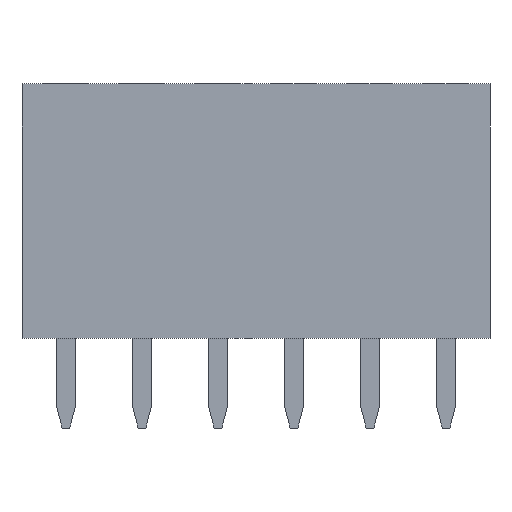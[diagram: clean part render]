
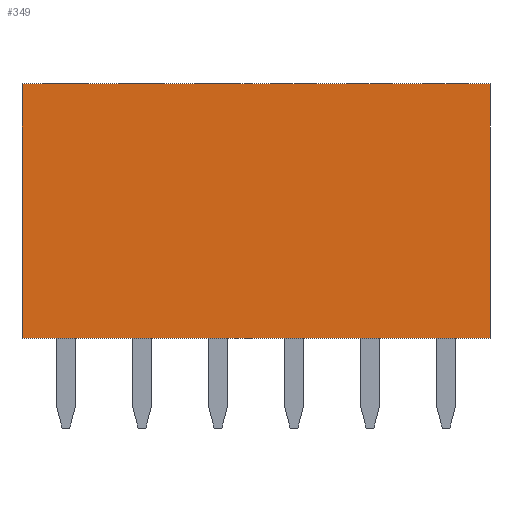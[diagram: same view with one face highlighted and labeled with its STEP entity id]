
A CAD part, front view. The second image highlights one B-rep face of the part: STEP entity #349.
In plain terms, the highlighted planar face has unit normal (0, -1, 0).
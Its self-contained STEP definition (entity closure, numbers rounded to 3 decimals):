
#32 = EDGE_LOOP ( 'NONE', ( #798, #1177, #2654, #2662 ) ) ;
#147 = PLANE ( 'NONE',  #238 ) ;
#238 = AXIS2_PLACEMENT_3D ( 'NONE', #627, #868, #1612 ) ;
#267 = DIRECTION ( 'NONE',  ( 1., 0., 0. ) ) ;
#349 = ADVANCED_FACE ( 'NONE', ( #1730 ), #147, .F. ) ;
#368 = LINE ( 'NONE', #1742, #1109 ) ;
#391 = CARTESIAN_POINT ( 'NONE',  ( 0., 0., 8.5 ) ) ;
#416 = CARTESIAN_POINT ( 'NONE',  ( 0., 0., 8.5 ) ) ;
#554 = LINE ( 'NONE', #416, #2436 ) ;
#578 = LINE ( 'NONE', #872, #1588 ) ;
#627 = CARTESIAN_POINT ( 'NONE',  ( 0., 0., 8.5 ) ) ;
#724 = CARTESIAN_POINT ( 'NONE',  ( 15.64, 0., 0. ) ) ;
#798 = ORIENTED_EDGE ( 'NONE', *, *, #2074, .T. ) ;
#868 = DIRECTION ( 'NONE',  ( 0., 1., 0. ) ) ;
#872 = CARTESIAN_POINT ( 'NONE',  ( 0., 0., 8.5 ) ) ;
#941 = VERTEX_POINT ( 'NONE', #2510 ) ;
#955 = EDGE_CURVE ( 'NONE', #1760, #941, #578, .T. ) ;
#983 = VERTEX_POINT ( 'NONE', #724 ) ;
#1109 = VECTOR ( 'NONE', #267, 1000. ) ;
#1177 = ORIENTED_EDGE ( 'NONE', *, *, #2320, .F. ) ;
#1367 = DIRECTION ( 'NONE',  ( 0., 0., -1. ) ) ;
#1418 = LINE ( 'NONE', #1839, #2618 ) ;
#1448 = EDGE_CURVE ( 'NONE', #1760, #2327, #554, .T. ) ;
#1588 = VECTOR ( 'NONE', #2667, 1000. ) ;
#1612 = DIRECTION ( 'NONE',  ( 0., 0., 1. ) ) ;
#1730 = FACE_OUTER_BOUND ( 'NONE', #32, .T. ) ;
#1742 = CARTESIAN_POINT ( 'NONE',  ( 0., 0., 0. ) ) ;
#1760 = VERTEX_POINT ( 'NONE', #391 ) ;
#1839 = CARTESIAN_POINT ( 'NONE',  ( 15.64, 0., 8.5 ) ) ;
#2074 = EDGE_CURVE ( 'NONE', #941, #983, #368, .T. ) ;
#2138 = DIRECTION ( 'NONE',  ( 1., 0., 0. ) ) ;
#2320 = EDGE_CURVE ( 'NONE', #2327, #983, #1418, .T. ) ;
#2327 = VERTEX_POINT ( 'NONE', #2810 ) ;
#2436 = VECTOR ( 'NONE', #2138, 1000. ) ;
#2510 = CARTESIAN_POINT ( 'NONE',  ( 0., 0., 0. ) ) ;
#2618 = VECTOR ( 'NONE', #1367, 1000. ) ;
#2654 = ORIENTED_EDGE ( 'NONE', *, *, #1448, .F. ) ;
#2662 = ORIENTED_EDGE ( 'NONE', *, *, #955, .T. ) ;
#2667 = DIRECTION ( 'NONE',  ( 0., 0., -1. ) ) ;
#2810 = CARTESIAN_POINT ( 'NONE',  ( 15.64, 0., 8.5 ) ) ;
